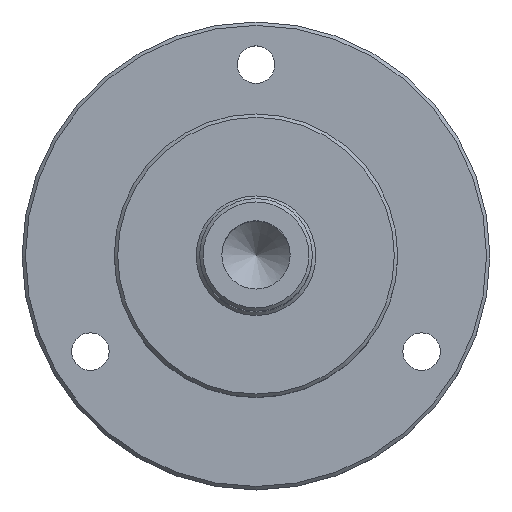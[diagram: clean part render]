
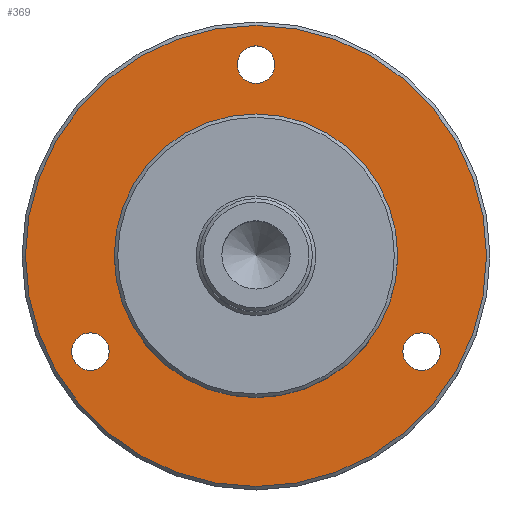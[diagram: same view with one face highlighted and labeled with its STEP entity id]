
A CAD part, top view. The second image highlights one B-rep face of the part: STEP entity #369.
In plain terms, the highlighted planar face has unit normal (0, 0, 1).
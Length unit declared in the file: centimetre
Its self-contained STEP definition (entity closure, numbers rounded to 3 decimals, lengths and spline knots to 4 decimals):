
#107=PLANE('',#417);
#125=CIRCLE('',#384,0.275);
#127=CIRCLE('',#388,0.275);
#129=CIRCLE('',#392,0.275);
#138=CIRCLE('',#410,2.075);
#141=CIRCLE('',#416,3.375);
#153=EDGE_CURVE('',#283,#283,#125,.T.);
#155=EDGE_CURVE('',#285,#285,#127,.T.);
#157=EDGE_CURVE('',#287,#287,#129,.T.);
#166=EDGE_CURVE('',#296,#296,#138,.T.);
#169=EDGE_CURVE('',#299,#299,#141,.T.);
#220=ORIENTED_EDGE('',*,*,#157,.T.);
#221=ORIENTED_EDGE('',*,*,#155,.T.);
#222=ORIENTED_EDGE('',*,*,#153,.T.);
#223=ORIENTED_EDGE('',*,*,#166,.T.);
#224=ORIENTED_EDGE('',*,*,#169,.F.);
#267=EDGE_LOOP('',(#220));
#268=EDGE_LOOP('',(#221));
#269=EDGE_LOOP('',(#222));
#270=EDGE_LOOP('',(#223));
#271=EDGE_LOOP('',(#224));
#283=VERTEX_POINT('',#442);
#285=VERTEX_POINT('',#448);
#287=VERTEX_POINT('',#454);
#296=VERTEX_POINT('',#481);
#299=VERTEX_POINT('',#490);
#342=FACE_BOUND('',#267,.T.);
#343=FACE_BOUND('',#268,.T.);
#344=FACE_BOUND('',#269,.T.);
#345=FACE_BOUND('',#270,.T.);
#346=FACE_BOUND('',#271,.T.);
#369=ADVANCED_FACE('',(#342,#343,#344,#345,#346),#107,.T.);
#384=AXIS2_PLACEMENT_3D('',#441,#518,#519);
#388=AXIS2_PLACEMENT_3D('',#447,#526,#527);
#392=AXIS2_PLACEMENT_3D('',#453,#534,#535);
#410=AXIS2_PLACEMENT_3D('',#480,#568,#569);
#416=AXIS2_PLACEMENT_3D('',#489,#580,#581);
#417=AXIS2_PLACEMENT_3D('',#491,#582,$);
#441=CARTESIAN_POINT('',(0.,2.8,0.65));
#442=CARTESIAN_POINT('',(0.275,2.8,0.65));
#447=CARTESIAN_POINT('',(-2.4249,-1.4,0.65));
#448=CARTESIAN_POINT('',(-2.5624,-1.1618,0.65));
#453=CARTESIAN_POINT('',(2.4249,-1.4,0.65));
#454=CARTESIAN_POINT('',(2.2874,-1.6382,0.65));
#480=CARTESIAN_POINT('',(0.,0.,0.65));
#481=CARTESIAN_POINT('',(2.075,0.,0.65));
#489=CARTESIAN_POINT('',(0.,0.,0.65));
#490=CARTESIAN_POINT('',(3.375,0.,0.65));
#491=CARTESIAN_POINT('',(0.,0.,0.65));
#518=DIRECTION('',(0.,0.,-1.));
#519=DIRECTION('',(-0.275,0.,0.));
#526=DIRECTION('',(0.,0.,-1.));
#527=DIRECTION('',(0.138,-0.238,0.));
#534=DIRECTION('',(0.,0.,-1.));
#535=DIRECTION('',(0.138,0.238,0.));
#568=DIRECTION('',(0.,0.,-1.));
#569=DIRECTION('',(2.075,0.,0.));
#580=DIRECTION('',(0.,0.,-1.));
#581=DIRECTION('',(-3.375,0.,0.));
#582=DIRECTION('',(0.,0.,1.));
